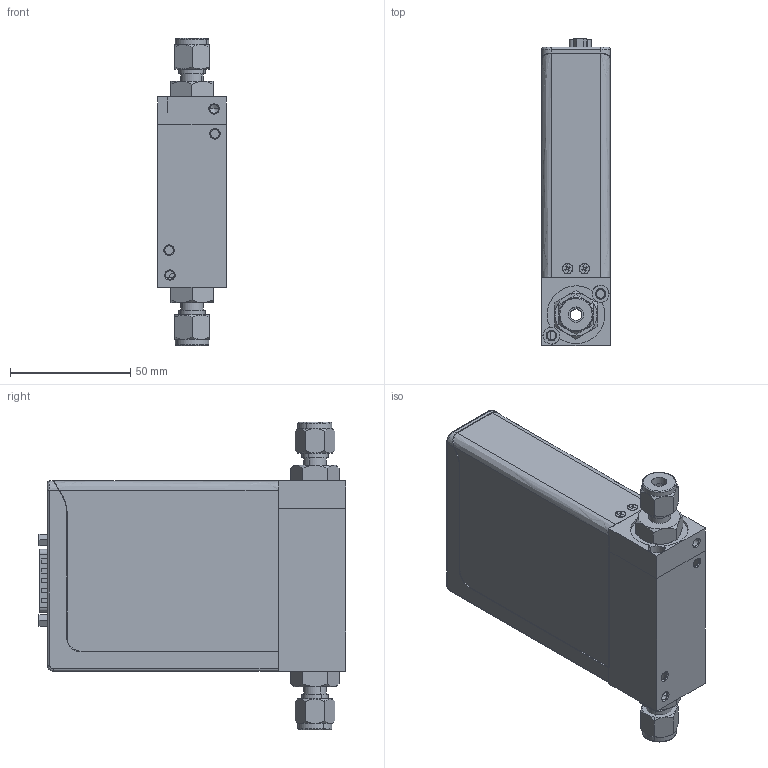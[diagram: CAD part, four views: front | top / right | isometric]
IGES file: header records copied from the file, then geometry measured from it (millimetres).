
Start section: SolidWorks IGES file using analytic representation for surfaces
Global section: file name: GF040-T2-S4.IGS; native system: SolidWorks 2019; preprocessor: SolidWorks 2019; author: CFehr; date: 200720.154930; units: inch
Bounding box: 28.57 x 127.48 x 127.51 mm (x, y, z)
Volume: 60186 mm3; surface area: 79796.6 mm2
Topology: 19 solids, 19 shells, 1481 faces, 3679 edges, 2308 vertices
Faces by surface type: plane 891, revolution 513, bspline 77
